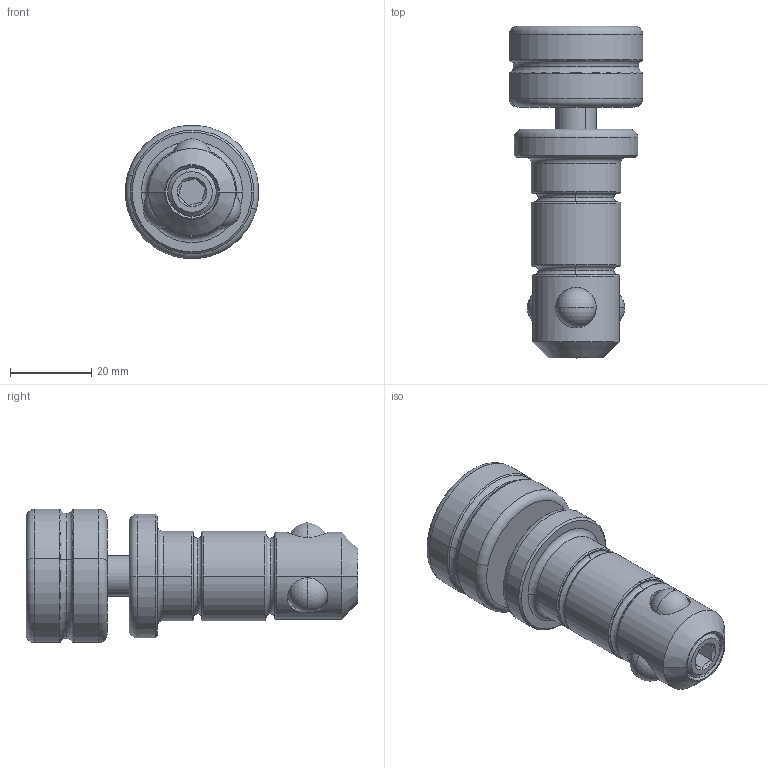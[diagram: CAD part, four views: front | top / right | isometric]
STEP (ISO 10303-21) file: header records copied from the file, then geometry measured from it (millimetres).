
FILE_DESCRIPTION (( 'STEP AP203' ), '1' );
FILE_NAME ('220510.step', '2016-03-24T13:24:54', ( 'User' ), ( '' ), 'SwSTEP 2.0', 'SolidWorks 2015', '' );
FILE_SCHEMA (( 'CONFIG_CONTROL_DESIGN' ));
Length unit declared in the file: millimetre
Products named in the file (7): 220510.1 Gewindespindel_Foto^220510_Detailliert; Kugel D9,9_Foto; Gewindestift M12^220510_Produktbild; 220510; 220510 Drehteil^220510; kopf^220510.1 Gewindespindel_Foto_220510_Detailliert; Gewindestift M10x55 DIN 915_Detailliert
Assembly tree (9 placements, depth 3):
  220510
    220510 Drehteil^220510
    220510.1 Gewindespindel_Foto^220510_Detailliert
      kopf^220510.1 Gewindespindel_Foto_220510_Detailliert
      Gewindestift M10x55 DIN 915_Detailliert
    Kugel D9,9_Foto  x4
    Gewindestift M12^220510_Produktbild
Bounding box: 32.87 x 81.93 x 32.87 mm (x, y, z)
Volume: 37540.2 mm3; surface area: 14825.1 mm2
Topology: 8 solids, 8 shells, 134 faces, 315 edges, 193 vertices
Faces by surface type: torus 36, cylinder 34, plane 30, cone 26, sphere 8
Entity records: 4970 total; most frequent: CARTESIAN_POINT 1206, DIRECTION 694, ORIENTED_EDGE 578, AXIS2_PLACEMENT_3D 302, EDGE_CURVE 289, VERTEX_POINT 175, CIRCLE 161, EDGE_LOOP 142
